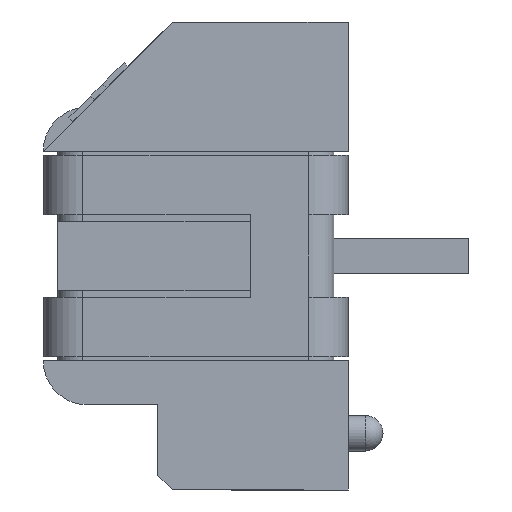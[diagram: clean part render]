
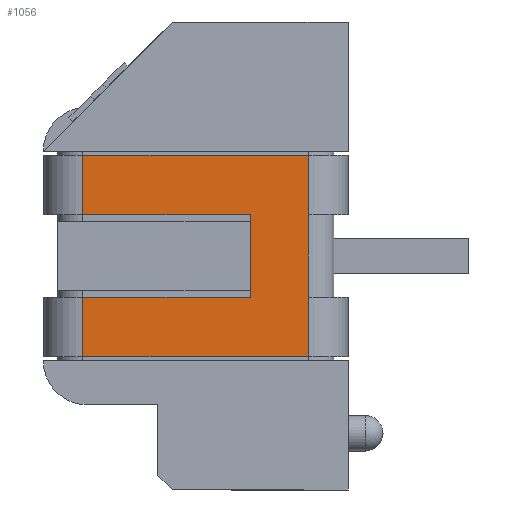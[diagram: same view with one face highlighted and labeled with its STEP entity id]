
A CAD part, left-side view. The second image highlights one B-rep face of the part: STEP entity #1056.
In plain terms, the highlighted planar face has unit normal (-1, 0, 0).
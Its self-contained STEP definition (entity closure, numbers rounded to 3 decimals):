
#101 = VERTEX_POINT ( 'NONE', #1869 ) ;
#323 = AXIS2_PLACEMENT_3D ( 'NONE', #1288, #4596, #1720 ) ;
#351 = CARTESIAN_POINT ( 'NONE',  ( -17.27, 1.415, -1.475 ) ) ;
#462 = DIRECTION ( 'NONE',  ( 0., -1., 0. ) ) ;
#534 = EDGE_LOOP ( 'NONE', ( #1595, #4197, #3734, #3615, #3541, #2496, #1332, #3621, #3601, #4355 ) ) ;
#535 = LINE ( 'NONE', #3264, #5155 ) ;
#716 = VECTOR ( 'NONE', #1913, 1000. ) ;
#825 = DIRECTION ( 'NONE',  ( 0., 0., -1. ) ) ;
#876 = VECTOR ( 'NONE', #2883, 1000. ) ;
#959 = CARTESIAN_POINT ( 'NONE',  ( -17.27, 9.505, -1.475 ) ) ;
#1056 = ADVANCED_FACE ( 'NONE', ( #2116 ), #5979, .T. ) ;
#1124 = VECTOR ( 'NONE', #825, 1000. ) ;
#1239 = EDGE_CURVE ( 'NONE', #5935, #1860, #2929, .T. ) ;
#1288 = CARTESIAN_POINT ( 'NONE',  ( -17.27, 0., 3.6 ) ) ;
#1325 = EDGE_CURVE ( 'NONE', #5154, #5018, #2263, .T. ) ;
#1332 = ORIENTED_EDGE ( 'NONE', *, *, #1325, .T. ) ;
#1492 = CARTESIAN_POINT ( 'NONE',  ( -17.27, 0., -3.6 ) ) ;
#1595 = ORIENTED_EDGE ( 'NONE', *, *, #3878, .T. ) ;
#1633 = DIRECTION ( 'NONE',  ( 0., 0., -1. ) ) ;
#1720 = DIRECTION ( 'NONE',  ( 0., 0., -1. ) ) ;
#1765 = DIRECTION ( 'NONE',  ( 0., 0., 1. ) ) ;
#1860 = VERTEX_POINT ( 'NONE', #5814 ) ;
#1869 = CARTESIAN_POINT ( 'NONE',  ( -17.27, 1.415, 3.6 ) ) ;
#1913 = DIRECTION ( 'NONE',  ( 0., -1., 0. ) ) ;
#2116 = FACE_OUTER_BOUND ( 'NONE', #534, .T. ) ;
#2186 = CARTESIAN_POINT ( 'NONE',  ( -17.27, 3.505, 1.475 ) ) ;
#2263 = LINE ( 'NONE', #3461, #5423 ) ;
#2439 = DIRECTION ( 'NONE',  ( 0., 0., -1. ) ) ;
#2496 = ORIENTED_EDGE ( 'NONE', *, *, #3713, .F. ) ;
#2497 = CARTESIAN_POINT ( 'NONE',  ( -17.27, 9.505, -3.6 ) ) ;
#2656 = DIRECTION ( 'NONE',  ( 0., -1., 0. ) ) ;
#2844 = CARTESIAN_POINT ( 'NONE',  ( -17.27, 0., -1.475 ) ) ;
#2883 = DIRECTION ( 'NONE',  ( 0., -1., 0. ) ) ;
#2929 = LINE ( 'NONE', #1492, #876 ) ;
#3049 = CARTESIAN_POINT ( 'NONE',  ( -17.27, 9.505, 3.6 ) ) ;
#3264 = CARTESIAN_POINT ( 'NONE',  ( -17.27, 3.505, -1.475 ) ) ;
#3379 = DIRECTION ( 'NONE',  ( 0., 0., -1. ) ) ;
#3389 = LINE ( 'NONE', #3850, #4187 ) ;
#3461 = CARTESIAN_POINT ( 'NONE',  ( -17.27, 9.505, 3.6 ) ) ;
#3541 = ORIENTED_EDGE ( 'NONE', *, *, #5888, .F. ) ;
#3601 = ORIENTED_EDGE ( 'NONE', *, *, #3622, .F. ) ;
#3615 = ORIENTED_EDGE ( 'NONE', *, *, #5561, .T. ) ;
#3621 = ORIENTED_EDGE ( 'NONE', *, *, #4558, .T. ) ;
#3622 = EDGE_CURVE ( 'NONE', #4653, #5466, #535, .T. ) ;
#3713 = EDGE_CURVE ( 'NONE', #5154, #101, #4774, .T. ) ;
#3734 = ORIENTED_EDGE ( 'NONE', *, *, #4149, .F. ) ;
#3757 = LINE ( 'NONE', #5921, #1124 ) ;
#3850 = CARTESIAN_POINT ( 'NONE',  ( -17.27, 1.415, 3.6 ) ) ;
#3878 = EDGE_CURVE ( 'NONE', #4137, #5935, #3757, .T. ) ;
#3971 = LINE ( 'NONE', #5975, #6000 ) ;
#4020 = CARTESIAN_POINT ( 'NONE',  ( -17.27, 1.415, -1.475 ) ) ;
#4096 = VECTOR ( 'NONE', #1765, 1000. ) ;
#4137 = VERTEX_POINT ( 'NONE', #959 ) ;
#4149 = EDGE_CURVE ( 'NONE', #5446, #1860, #3389, .T. ) ;
#4170 = LINE ( 'NONE', #351, #4096 ) ;
#4187 = VECTOR ( 'NONE', #3379, 1000. ) ;
#4197 = ORIENTED_EDGE ( 'NONE', *, *, #1239, .T. ) ;
#4250 = VERTEX_POINT ( 'NONE', #4345 ) ;
#4345 = CARTESIAN_POINT ( 'NONE',  ( -17.27, 1.415, 1.475 ) ) ;
#4355 = ORIENTED_EDGE ( 'NONE', *, *, #5722, .F. ) ;
#4383 = LINE ( 'NONE', #4825, #4886 ) ;
#4558 = EDGE_CURVE ( 'NONE', #5018, #5466, #3971, .T. ) ;
#4596 = DIRECTION ( 'NONE',  ( -1., 0., 0. ) ) ;
#4653 = VERTEX_POINT ( 'NONE', #5126 ) ;
#4774 = LINE ( 'NONE', #5586, #5947 ) ;
#4825 = CARTESIAN_POINT ( 'NONE',  ( -17.27, 1.415, 3.6 ) ) ;
#4886 = VECTOR ( 'NONE', #2439, 1000. ) ;
#4923 = CARTESIAN_POINT ( 'NONE',  ( -17.27, 9.505, 1.475 ) ) ;
#5018 = VERTEX_POINT ( 'NONE', #4923 ) ;
#5120 = DIRECTION ( 'NONE',  ( 0., 0., 1. ) ) ;
#5126 = CARTESIAN_POINT ( 'NONE',  ( -17.27, 3.505, -1.475 ) ) ;
#5154 = VERTEX_POINT ( 'NONE', #3049 ) ;
#5155 = VECTOR ( 'NONE', #5120, 1000. ) ;
#5423 = VECTOR ( 'NONE', #1633, 1000. ) ;
#5446 = VERTEX_POINT ( 'NONE', #4020 ) ;
#5466 = VERTEX_POINT ( 'NONE', #2186 ) ;
#5561 = EDGE_CURVE ( 'NONE', #5446, #4250, #4170, .T. ) ;
#5586 = CARTESIAN_POINT ( 'NONE',  ( -17.27, 0., 3.6 ) ) ;
#5722 = EDGE_CURVE ( 'NONE', #4137, #4653, #5754, .T. ) ;
#5754 = LINE ( 'NONE', #2844, #716 ) ;
#5814 = CARTESIAN_POINT ( 'NONE',  ( -17.27, 1.415, -3.6 ) ) ;
#5888 = EDGE_CURVE ( 'NONE', #101, #4250, #4383, .T. ) ;
#5921 = CARTESIAN_POINT ( 'NONE',  ( -17.27, 9.505, 3.6 ) ) ;
#5935 = VERTEX_POINT ( 'NONE', #2497 ) ;
#5947 = VECTOR ( 'NONE', #462, 1000. ) ;
#5975 = CARTESIAN_POINT ( 'NONE',  ( -17.27, 0., 1.475 ) ) ;
#5979 = PLANE ( 'NONE',  #323 ) ;
#6000 = VECTOR ( 'NONE', #2656, 1000. ) ;
